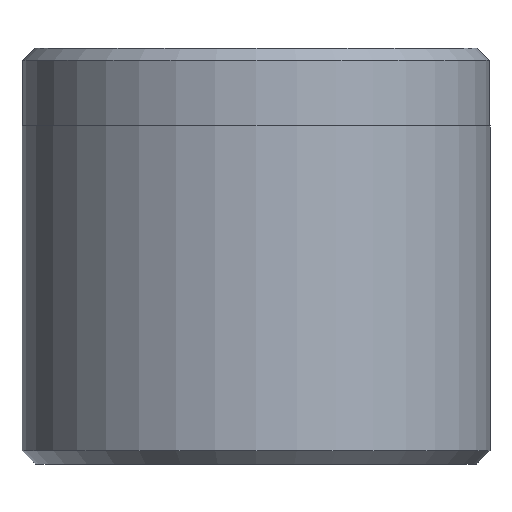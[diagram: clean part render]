
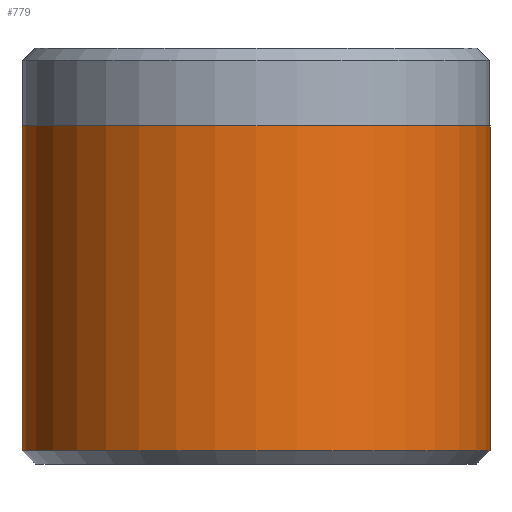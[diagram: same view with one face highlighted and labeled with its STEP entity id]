
A CAD part, front view. The second image highlights one B-rep face of the part: STEP entity #779.
In plain terms, the highlighted cylindrical face has radius 9 mm (diameter 18 mm), a partial arc.
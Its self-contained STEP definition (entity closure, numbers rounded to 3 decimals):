
#7 = ORIENTED_EDGE ( 'NONE', *, *, #1624, .T. ) ;
#92 = CARTESIAN_POINT ( 'NONE',  ( -9., 0., 0.5 ) ) ;
#154 = DIRECTION ( 'NONE',  ( 1., 0., 0. ) ) ;
#158 = DIRECTION ( 'NONE',  ( 0., 0., 1. ) ) ;
#167 = CARTESIAN_POINT ( 'NONE',  ( 0., 0., 13. ) ) ;
#195 = ORIENTED_EDGE ( 'NONE', *, *, #2056, .F. ) ;
#359 = DIRECTION ( 'NONE',  ( 1., 0., 0. ) ) ;
#369 = DIRECTION ( 'NONE',  ( 0., 0., 1. ) ) ;
#378 = CARTESIAN_POINT ( 'NONE',  ( 0., 0., 0.5 ) ) ;
#399 = AXIS2_PLACEMENT_3D ( 'NONE', #378, #369, #359 ) ;
#486 = CARTESIAN_POINT ( 'NONE',  ( 9., 0., 0.5 ) ) ;
#559 = CARTESIAN_POINT ( 'NONE',  ( 0., 0., 16. ) ) ;
#561 = DIRECTION ( 'NONE',  ( -1., 0., 0. ) ) ;
#683 = DIRECTION ( 'NONE',  ( 0., 0., -1. ) ) ;
#771 = CARTESIAN_POINT ( 'NONE',  ( 9., 0., 13. ) ) ;
#779 = ADVANCED_FACE ( 'NONE', ( #1653 ), #890, .T. ) ;
#849 = CARTESIAN_POINT ( 'NONE',  ( 9., 0., 16. ) ) ;
#868 = VERTEX_POINT ( 'NONE', #486 ) ;
#890 = CYLINDRICAL_SURFACE ( 'NONE', #1455, 9. ) ;
#920 = ORIENTED_EDGE ( 'NONE', *, *, #965, .F. ) ;
#965 = EDGE_CURVE ( 'NONE', #2372, #2608, #2508, .T. ) ;
#1018 = VERTEX_POINT ( 'NONE', #92 ) ;
#1089 = DIRECTION ( 'NONE',  ( 0., 0., -1. ) ) ;
#1434 = LINE ( 'NONE', #849, #1978 ) ;
#1455 = AXIS2_PLACEMENT_3D ( 'NONE', #559, #683, #561 ) ;
#1624 = EDGE_CURVE ( 'NONE', #1018, #868, #2409, .T. ) ;
#1632 = DIRECTION ( 'NONE',  ( 0., 0., -1. ) ) ;
#1653 = FACE_OUTER_BOUND ( 'NONE', #2845, .T. ) ;
#1978 = VECTOR ( 'NONE', #1089, 1000. ) ;
#2056 = EDGE_CURVE ( 'NONE', #2608, #868, #1434, .T. ) ;
#2095 = CARTESIAN_POINT ( 'NONE',  ( -9., 0., 16. ) ) ;
#2209 = AXIS2_PLACEMENT_3D ( 'NONE', #167, #158, #154 ) ;
#2362 = EDGE_CURVE ( 'NONE', #2372, #1018, #2706, .T. ) ;
#2372 = VERTEX_POINT ( 'NONE', #2475 ) ;
#2409 = CIRCLE ( 'NONE', #399, 9. ) ;
#2475 = CARTESIAN_POINT ( 'NONE',  ( -9., 0., 13. ) ) ;
#2508 = CIRCLE ( 'NONE', #2209, 9. ) ;
#2608 = VERTEX_POINT ( 'NONE', #771 ) ;
#2650 = VECTOR ( 'NONE', #1632, 1000. ) ;
#2686 = ORIENTED_EDGE ( 'NONE', *, *, #2362, .T. ) ;
#2706 = LINE ( 'NONE', #2095, #2650 ) ;
#2845 = EDGE_LOOP ( 'NONE', ( #195, #920, #2686, #7 ) ) ;
